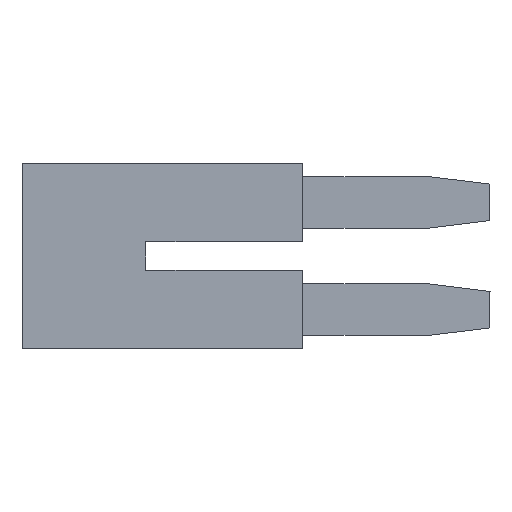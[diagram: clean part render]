
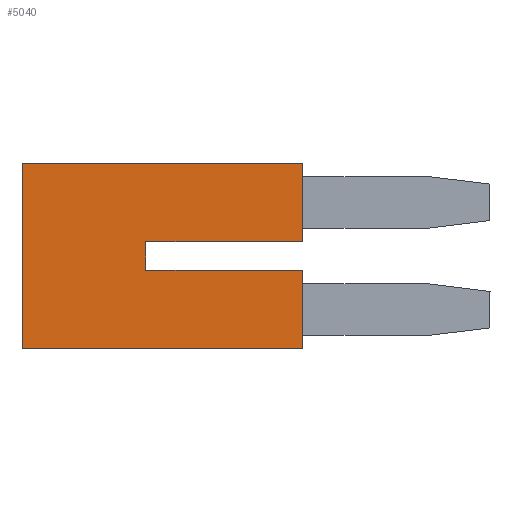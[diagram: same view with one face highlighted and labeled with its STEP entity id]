
A CAD part, left-side view. The second image highlights one B-rep face of the part: STEP entity #5040.
In plain terms, the highlighted planar face has unit normal (-1, 0, 0).
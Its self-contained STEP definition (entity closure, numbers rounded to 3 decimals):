
#100=CARTESIAN_POINT('',(2.607,-9.175,
58.36));
#110=VERTEX_POINT('',#100);
#160=CARTESIAN_POINT('',(2.607,-9.175,47.075));
#170=DIRECTION('',(0.,0.,-1.));
#180=VECTOR('',#170,1.);
#190=LINE('',#160,#180);
#200=CARTESIAN_POINT('',(2.607,-9.175,
49.36));
#210=VERTEX_POINT('',#200);
#220=EDGE_CURVE('',#110,#210,#190,.T.);
#460=CARTESIAN_POINT('',(2.607,-12.305,54.56));
#470=DIRECTION('',(0.,-1.,0.));
#480=VECTOR('',#470,1.);
#490=LINE('',#460,#480);
#500=CARTESIAN_POINT('',(2.607,-15.175,
54.56));
#510=VERTEX_POINT('',#500);
#520=CARTESIAN_POINT('',(2.607,-22.775,
54.56));
#530=VERTEX_POINT('',#520);
#540=EDGE_CURVE('',#510,#530,#490,.T.);
#1320=CARTESIAN_POINT('',(2.607,-22.775,
53.16));
#1330=VERTEX_POINT('',#1320);
#1360=CARTESIAN_POINT('',(2.607,-12.305,53.16))
;
#1370=DIRECTION('',(0.,-1.,0.));
#1380=VECTOR('',#1370,1.);
#1390=LINE('',#1360,#1380);
#1400=CARTESIAN_POINT('',(2.607,-15.175,
53.16));
#1410=VERTEX_POINT('',#1400);
#1420=EDGE_CURVE('',#1410,#1330,#1390,.T.);
#2780=CARTESIAN_POINT('',(2.607,-22.775,0.));
#2790=DIRECTION('',(0.,0.,-1.));
#2800=VECTOR('',#2790,1.);
#2810=LINE('',#2780,#2800);
#2820=CARTESIAN_POINT('',(2.607,-22.775,
58.36));
#2830=VERTEX_POINT('',#2820);
#2840=EDGE_CURVE('',#2830,#530,#2810,.T.);
#3830=CARTESIAN_POINT('',(2.607,-12.305,49.36))
;
#3840=DIRECTION('',(0.,-1.,0.));
#3850=VECTOR('',#3840,1.);
#3860=LINE('',#3830,#3850);
#3870=CARTESIAN_POINT('',(2.607,-22.775,
49.36));
#3880=VERTEX_POINT('',#3870);
#3890=EDGE_CURVE('',#210,#3880,#3860,.T.);
#4520=CARTESIAN_POINT('',(2.607,-22.775,0.));
#4530=DIRECTION('',(0.,0.,-1.));
#4540=VECTOR('',#4530,1.);
#4550=LINE('',#4520,#4540);
#4560=EDGE_CURVE('',#1330,#3880,#4550,.T.);
#4790=CARTESIAN_POINT('',(2.607,-13.452,53.935));
#4800=DIRECTION('',(-1.,0.,0.));
#4810=DIRECTION('',(0.,-1.,0.));
#4820=AXIS2_PLACEMENT_3D('',#4790,#4800,#4810);
#4830=PLANE('',#4820);
#4840=ORIENTED_EDGE('',*,*,#4560,.F.);
#4850=ORIENTED_EDGE('',*,*,#3890,.T.);
#4860=ORIENTED_EDGE('',*,*,#220,.T.);
#4870=CARTESIAN_POINT('',(2.607,-12.305,58.36))
;
#4880=DIRECTION('',(0.,-1.,0.));
#4890=VECTOR('',#4880,1.);
#4900=LINE('',#4870,#4890);
#4910=EDGE_CURVE('',#110,#2830,#4900,.T.);
#4920=ORIENTED_EDGE('',*,*,#4910,.F.);
#4930=ORIENTED_EDGE('',*,*,#2840,.F.);
#4940=ORIENTED_EDGE('',*,*,#540,.T.);
#4950=CARTESIAN_POINT('',(2.607,-15.175,47.075))
;
#4960=DIRECTION('',(0.,0.,-1.));
#4970=VECTOR('',#4960,1.);
#4980=LINE('',#4950,#4970);
#4990=EDGE_CURVE('',#510,#1410,#4980,.T.);
#5000=ORIENTED_EDGE('',*,*,#4990,.F.);
#5010=ORIENTED_EDGE('',*,*,#1420,.F.);
#5020=EDGE_LOOP('',(#5010,#5000,#4940,#4930,#4920,#4860,#4850,#4840));
#5030=FACE_OUTER_BOUND('',#5020,.T.);
#5040=ADVANCED_FACE('',(#5030),#4830,.T.);
